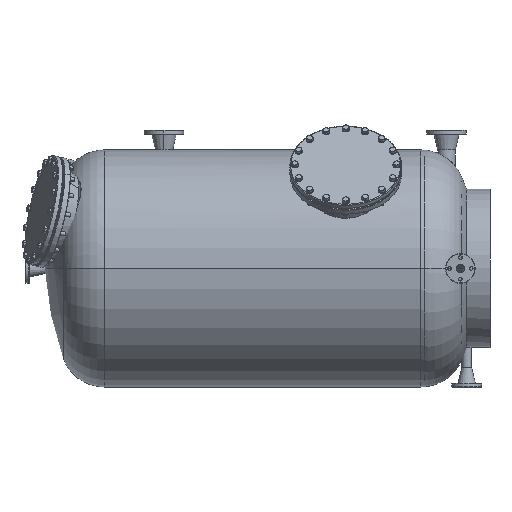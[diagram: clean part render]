
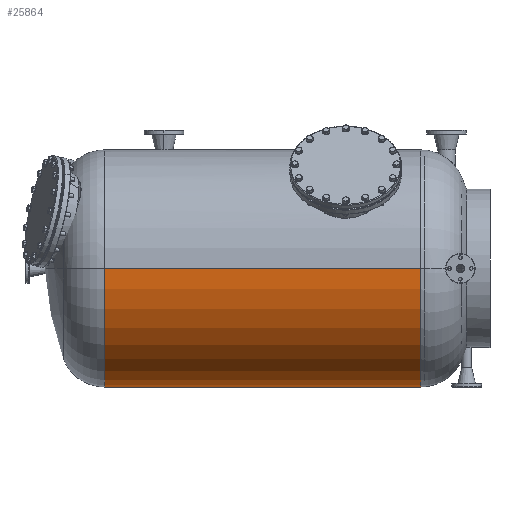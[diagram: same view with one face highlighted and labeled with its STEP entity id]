
A CAD part, left-side view. The second image highlights one B-rep face of the part: STEP entity #25864.
In plain terms, the highlighted cylindrical face has radius 600 mm (diameter 1200 mm), a partial arc.
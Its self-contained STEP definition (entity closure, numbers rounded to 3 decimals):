
#1018 = EDGE_CURVE ( 'NONE', #44936, #30926, #15548, .T. ) ;
#4266 = CARTESIAN_POINT ( 'NONE',  ( 503.778, 1031.954, 29.066 ) ) ;
#5307 = CARTESIAN_POINT ( 'NONE',  ( -696.222, 1031.954, 29.066 ) ) ;
#6008 = CARTESIAN_POINT ( 'NONE',  ( -96.222, 1331.954, 29.066 ) ) ;
#8952 = EDGE_LOOP ( 'NONE', ( #21700, #18847, #44097, #58416 ) ) ;
#9439 = VECTOR ( 'NONE', #35178, 1000. ) ;
#12502 = CARTESIAN_POINT ( 'NONE',  ( -96.222, 1031.954, 29.066 ) ) ;
#12873 = AXIS2_PLACEMENT_3D ( 'NONE', #12502, #25803, #26722 ) ;
#15548 = LINE ( 'NONE', #29754, #9439 ) ;
#16263 = CARTESIAN_POINT ( 'NONE',  ( 503.778, -568.046, 29.066 ) ) ;
#18100 = CARTESIAN_POINT ( 'NONE',  ( -96.222, -568.046, 29.066 ) ) ;
#18683 = CIRCLE ( 'NONE', #31161, 600. ) ;
#18847 = ORIENTED_EDGE ( 'NONE', *, *, #33556, .T. ) ;
#21700 = ORIENTED_EDGE ( 'NONE', *, *, #1018, .F. ) ;
#23581 = FACE_OUTER_BOUND ( 'NONE', #8952, .T. ) ;
#24492 = DIRECTION ( 'NONE',  ( 0., 1., 0. ) ) ;
#25159 = VECTOR ( 'NONE', #53263, 1000. ) ;
#25803 = DIRECTION ( 'NONE',  ( 0., 1., 0. ) ) ;
#25864 = ADVANCED_FACE ( 'NONE', ( #23581 ), #56551, .T. ) ;
#26722 = DIRECTION ( 'NONE',  ( -1., 0., 0. ) ) ;
#27146 = DIRECTION ( 'NONE',  ( 0., 1., 0. ) ) ;
#29754 = CARTESIAN_POINT ( 'NONE',  ( 503.778, 1331.954, 29.066 ) ) ;
#30926 = VERTEX_POINT ( 'NONE', #4266 ) ;
#31161 = AXIS2_PLACEMENT_3D ( 'NONE', #18100, #27146, #32252 ) ;
#32252 = DIRECTION ( 'NONE',  ( -1., 0., 0. ) ) ;
#33556 = EDGE_CURVE ( 'NONE', #44936, #41326, #18683, .T. ) ;
#34525 = CARTESIAN_POINT ( 'NONE',  ( -696.222, 1331.954, 29.066 ) ) ;
#35178 = DIRECTION ( 'NONE',  ( 0., 1., 0. ) ) ;
#35283 = VERTEX_POINT ( 'NONE', #5307 ) ;
#35916 = CIRCLE ( 'NONE', #12873, 600. ) ;
#36863 = CARTESIAN_POINT ( 'NONE',  ( -696.222, -568.046, 29.066 ) ) ;
#37445 = DIRECTION ( 'NONE',  ( -1., 0., 0. ) ) ;
#41326 = VERTEX_POINT ( 'NONE', #36863 ) ;
#44097 = ORIENTED_EDGE ( 'NONE', *, *, #59742, .T. ) ;
#44936 = VERTEX_POINT ( 'NONE', #16263 ) ;
#49013 = LINE ( 'NONE', #34525, #25159 ) ;
#52731 = EDGE_CURVE ( 'NONE', #30926, #35283, #35916, .T. ) ;
#53263 = DIRECTION ( 'NONE',  ( 0., 1., 0. ) ) ;
#56551 = CYLINDRICAL_SURFACE ( 'NONE', #56886, 600. ) ;
#56886 = AXIS2_PLACEMENT_3D ( 'NONE', #6008, #24492, #37445 ) ;
#58416 = ORIENTED_EDGE ( 'NONE', *, *, #52731, .F. ) ;
#59742 = EDGE_CURVE ( 'NONE', #41326, #35283, #49013, .T. ) ;
